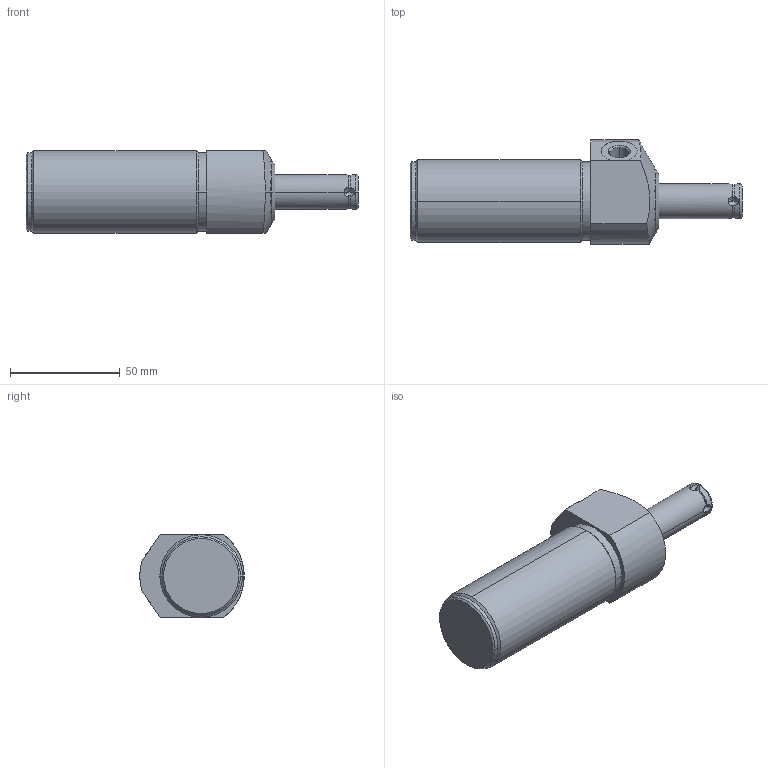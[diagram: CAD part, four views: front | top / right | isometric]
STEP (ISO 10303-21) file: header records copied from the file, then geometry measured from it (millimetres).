
FILE_DESCRIPTION((''),'2;1');
FILE_NAME('ILCM41500526','2023-03-22T06:02:40',('Jweaver'),(''),'CREO PARAMETRIC BY PTC INC, 2021164','CREO PARAMETRIC BY PTC INC, 2021164','');
FILE_SCHEMA(('AUTOMOTIVE_DESIGN { 1 0 10303 214 1 1 1 1 }'));
Length unit declared in the file: millimetre
Products named in the file (1): ILCM41500526
Bounding box: 151.51 x 47.62 x 37.85 mm (x, y, z)
Volume: 141164.9 mm3; surface area: 19973.8 mm2
Topology: 1 solids, 2 shells, 88 faces, 230 edges, 141 vertices
Faces by surface type: cylinder 38, plane 24, cone 24, torus 2
Entity records: 4077 total; most frequent: CARTESIAN_POINT 852, DIRECTION 469, ORIENTED_EDGE 436, PRESENTATION_STYLE_ASSIGNMENT 249, STYLED_ITEM 238, CURVE_STYLE 236, EDGE_CURVE 220, AXIS2_PLACEMENT_3D 191
